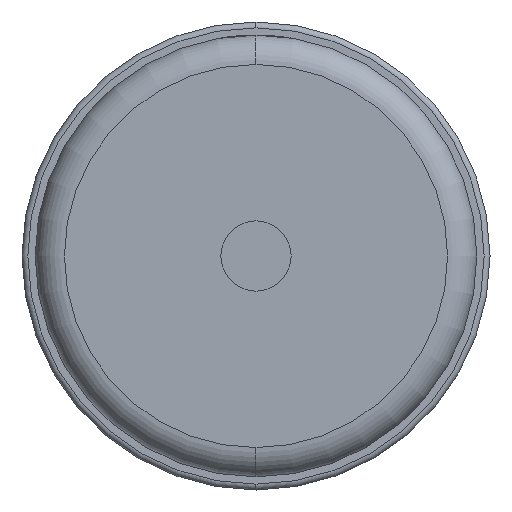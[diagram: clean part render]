
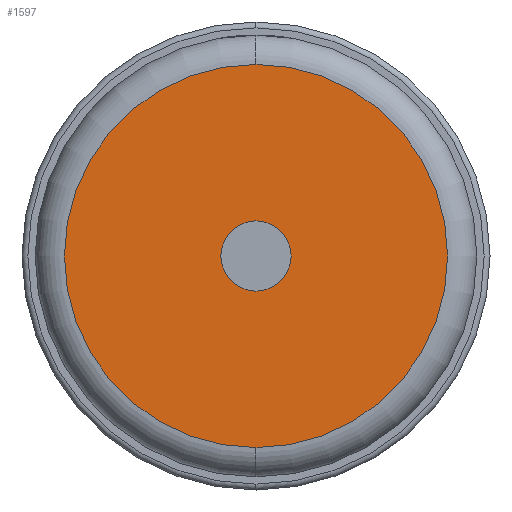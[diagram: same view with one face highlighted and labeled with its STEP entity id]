
A CAD part, left-side view. The second image highlights one B-rep face of the part: STEP entity #1597.
In plain terms, the highlighted planar face has unit normal (-1, 0, 0).
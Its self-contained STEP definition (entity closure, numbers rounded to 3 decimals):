
#74 = ORIENTED_EDGE ( 'NONE', *, *, #2019, .F. ) ;
#413 = FACE_BOUND ( 'NONE', #1512, .T. ) ;
#430 = CIRCLE ( 'NONE', #434, 32.75 ) ;
#434 = AXIS2_PLACEMENT_3D ( 'NONE', #3476, #3808, #3090 ) ;
#493 = DIRECTION ( 'NONE',  ( -1., 0., 0. ) ) ;
#547 = EDGE_CURVE ( 'NONE', #3052, #584, #4221, .T. ) ;
#584 = VERTEX_POINT ( 'NONE', #3772 ) ;
#844 = VERTEX_POINT ( 'NONE', #1728 ) ;
#876 = AXIS2_PLACEMENT_3D ( 'NONE', #1292, #3648, #4780 ) ;
#880 = CARTESIAN_POINT ( 'NONE',  ( 0., 0., 0. ) ) ;
#1067 = EDGE_CURVE ( 'NONE', #844, #3359, #430, .T. ) ;
#1292 = CARTESIAN_POINT ( 'NONE',  ( 0., 0., 0. ) ) ;
#1300 = EDGE_CURVE ( 'NONE', #3359, #844, #1452, .T. ) ;
#1396 = CARTESIAN_POINT ( 'NONE',  ( 0., 0., 0. ) ) ;
#1452 = CIRCLE ( 'NONE', #876, 32.75 ) ;
#1512 = EDGE_LOOP ( 'NONE', ( #74, #4192 ) ) ;
#1597 = ADVANCED_FACE ( 'NONE', ( #4009, #413 ), #3896, .F. ) ;
#1728 = CARTESIAN_POINT ( 'NONE',  ( 0., 0., 32.75 ) ) ;
#2019 = EDGE_CURVE ( 'NONE', #584, #3052, #3458, .T. ) ;
#2210 = DIRECTION ( 'NONE',  ( -1., 0., 0. ) ) ;
#2669 = AXIS2_PLACEMENT_3D ( 'NONE', #1396, #2210, #3757 ) ;
#3052 = VERTEX_POINT ( 'NONE', #4494 ) ;
#3090 = DIRECTION ( 'NONE',  ( 0., 0., -1. ) ) ;
#3111 = DIRECTION ( 'NONE',  ( 1., 0., 0. ) ) ;
#3192 = CARTESIAN_POINT ( 'NONE',  ( 0., 0., 0. ) ) ;
#3257 = CARTESIAN_POINT ( 'NONE',  ( 0., 0., -32.75 ) ) ;
#3359 = VERTEX_POINT ( 'NONE', #3257 ) ;
#3376 = AXIS2_PLACEMENT_3D ( 'NONE', #880, #3111, #4786 ) ;
#3458 = CIRCLE ( 'NONE', #3829, 6. ) ;
#3476 = CARTESIAN_POINT ( 'NONE',  ( 0., 0., 0. ) ) ;
#3536 = EDGE_LOOP ( 'NONE', ( #3819, #5051 ) ) ;
#3648 = DIRECTION ( 'NONE',  ( -1., 0., 0. ) ) ;
#3757 = DIRECTION ( 'NONE',  ( 0., 0., -1. ) ) ;
#3772 = CARTESIAN_POINT ( 'NONE',  ( 0., 0., -6. ) ) ;
#3808 = DIRECTION ( 'NONE',  ( -1., 0., 0. ) ) ;
#3819 = ORIENTED_EDGE ( 'NONE', *, *, #1300, .T. ) ;
#3829 = AXIS2_PLACEMENT_3D ( 'NONE', #3192, #493, #4781 ) ;
#3896 = PLANE ( 'NONE',  #3376 ) ;
#4009 = FACE_OUTER_BOUND ( 'NONE', #3536, .T. ) ;
#4192 = ORIENTED_EDGE ( 'NONE', *, *, #547, .F. ) ;
#4221 = CIRCLE ( 'NONE', #2669, 6. ) ;
#4494 = CARTESIAN_POINT ( 'NONE',  ( 0., 0., 6. ) ) ;
#4780 = DIRECTION ( 'NONE',  ( 0., 0., -1. ) ) ;
#4781 = DIRECTION ( 'NONE',  ( 0., 0., -1. ) ) ;
#4786 = DIRECTION ( 'NONE',  ( 0., 0., -1. ) ) ;
#5051 = ORIENTED_EDGE ( 'NONE', *, *, #1067, .T. ) ;
